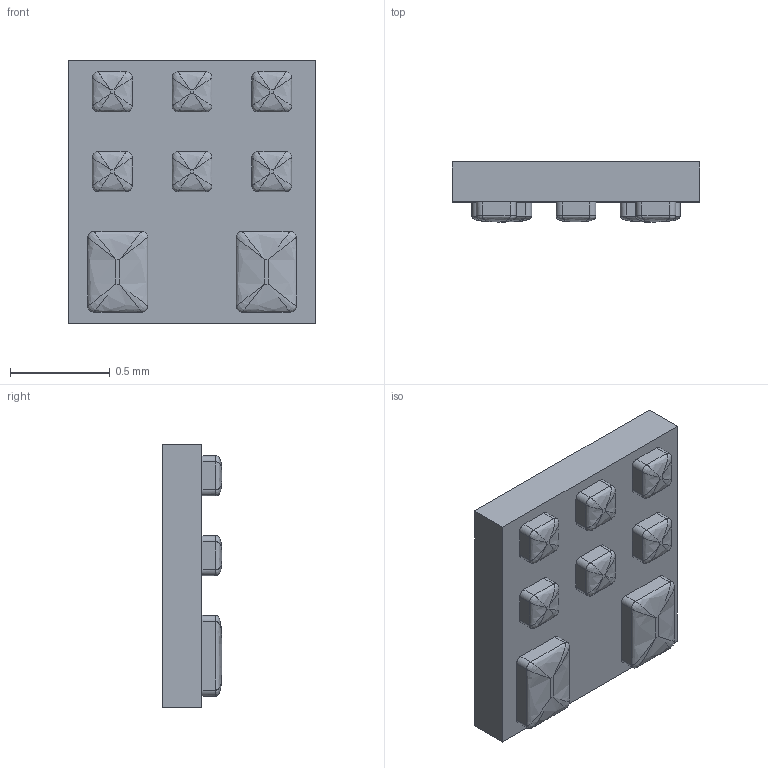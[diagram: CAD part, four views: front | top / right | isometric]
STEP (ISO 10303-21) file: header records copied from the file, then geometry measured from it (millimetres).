
FILE_DESCRIPTION (( 'STEP AP214' ), '1' );
FILE_NAME ('YWF8.STEP', '2024-01-21T19:39:54', ( '' ), ( '' ), 'SwSTEP 2.0', 'SolidWorks 2021', '' );
FILE_SCHEMA (( 'AUTOMOTIVE_DESIGN' ));
Length unit declared in the file: millimetre
Products named in the file (1): YWF8
Bounding box: 1.24 x 0.3 x 1.32 mm (x, y, z)
Volume: 0.4 mm3; surface area: 5.9 mm2
Topology: 10 solids, 10 shells, 157 faces, 344 edges, 176 vertices
Faces by surface type: bspline 64, plane 57, cylinder 36
Entity records: 7577 total; most frequent: CARTESIAN_POINT 4742, ORIENTED_EDGE 624, DIRECTION 380, EDGE_CURVE 312, VERTEX_POINT 176, B_SPLINE_CURVE_WITH_KNOTS 160, EDGE_LOOP 158, ADVANCED_FACE 157
